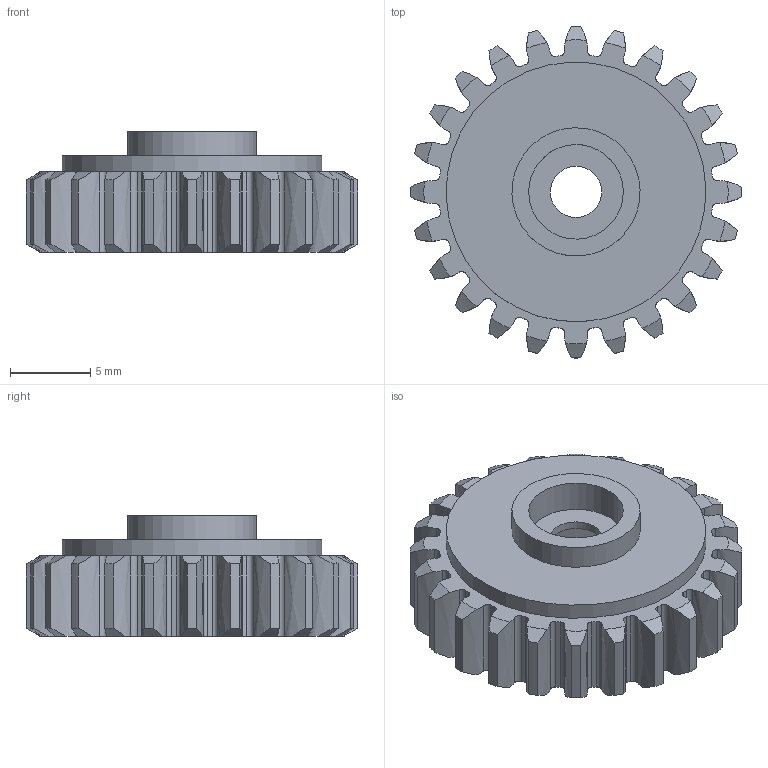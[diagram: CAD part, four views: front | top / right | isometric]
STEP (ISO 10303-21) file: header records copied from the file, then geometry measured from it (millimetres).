
FILE_DESCRIPTION(/* description */ (''),/* implementation_level */ '2;1');
FILE_NAME(/* name */ '5f974a1d67f11f120f29cbf5',/* time_stamp */ '2020-10-26T22:13:50+00:00',/* author */ (''),/* organization */ (''),/* preprocessor_version */ 'ST-DEVELOPER v16.7',/* originating_system */ $,/* authorisation */ $);
FILE_SCHEMA (('AUTOMOTIVE_DESIGN {1 0 10303 214 3 1 1}'));
Length unit declared in the file: metre
Products named in the file (1): pinion_top
Bounding box: 20.7 x 20.7 x 7.5 mm (x, y, z)
Volume: 1011.3 mm3; surface area: 1444.2 mm2
Topology: 1 solids, 1 shells, 214 faces, 618 edges, 410 vertices
Faces by surface type: cylinder 100, cone 48, bspline 48, plane 18
Full cylindrical faces by diameter (mm): 3.2 x1, 5.9 x1, 8 x1, 16.2 x1
Entity records: 10880 total; most frequent: CARTESIAN_POINT 5511, ORIENTED_EDGE 1228, DIRECTION 1004, EDGE_CURVE 614, AXIS2_PLACEMENT_3D 415, VERTEX_POINT 410, CIRCLE 248, EDGE_LOOP 224
